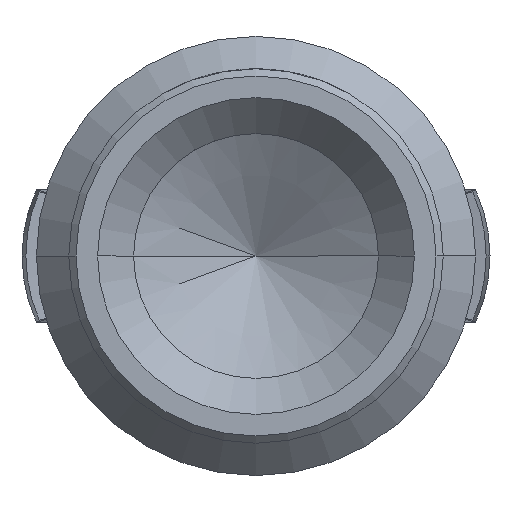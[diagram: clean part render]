
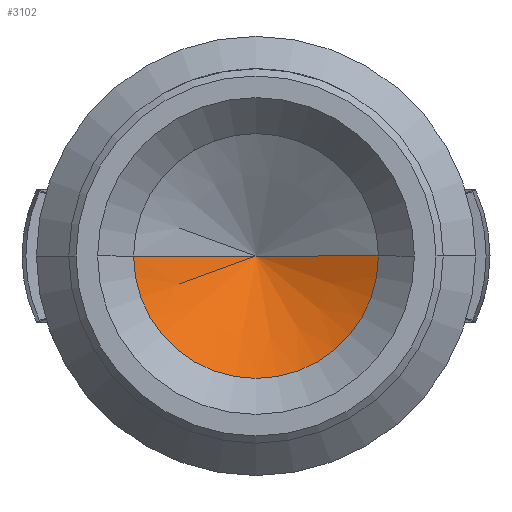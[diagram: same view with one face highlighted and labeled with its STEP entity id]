
A CAD part, front view. The second image highlights one B-rep face of the part: STEP entity #3102.
In plain terms, the highlighted conical face has half-angle 60 degrees and reference radius 0.432 mm.
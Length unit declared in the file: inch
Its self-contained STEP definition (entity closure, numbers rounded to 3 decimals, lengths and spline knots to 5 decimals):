
#23 = CARTESIAN_POINT ( 'NONE',  ( -0.017, 0.15416, 0. ) ) ;
#29 = CIRCLE ( 'NONE', #872, 0.017 ) ;
#295 = CONICAL_SURFACE ( 'NONE', #3284, 0.017, 1.047 ) ;
#518 = ORIENTED_EDGE ( 'NONE', *, *, #3730, .F. ) ;
#702 = DIRECTION ( 'NONE',  ( -0.866, -0.5, 0. ) ) ;
#872 = AXIS2_PLACEMENT_3D ( 'NONE', #2893, #886, #3226 ) ;
#886 = DIRECTION ( 'NONE',  ( 0., 1., 0. ) ) ;
#888 = VECTOR ( 'NONE', #1048, 39.37008 ) ;
#1004 = EDGE_LOOP ( 'NONE', ( #4248, #2599, #518 ) ) ;
#1048 = DIRECTION ( 'NONE',  ( 0.866, -0.5, 0. ) ) ;
#1057 = VERTEX_POINT ( 'NONE', #3817 ) ;
#1123 = VERTEX_POINT ( 'NONE', #2537 ) ;
#1134 = CARTESIAN_POINT ( 'NONE',  ( 0., 0.15416, 0. ) ) ;
#1474 = EDGE_CURVE ( 'NONE', #1123, #1057, #3909, .T. ) ;
#1524 = DIRECTION ( 'NONE',  ( 0., -1., 0. ) ) ;
#2122 = VECTOR ( 'NONE', #702, 39.37008 ) ;
#2409 = CARTESIAN_POINT ( 'NONE',  ( 0.017, 0.15416, 0. ) ) ;
#2537 = CARTESIAN_POINT ( 'NONE',  ( 0., 0.16398, 0. ) ) ;
#2599 = ORIENTED_EDGE ( 'NONE', *, *, #1474, .T. ) ;
#2661 = CARTESIAN_POINT ( 'NONE',  ( 0.017, 0.15416, 0. ) ) ;
#2743 = VERTEX_POINT ( 'NONE', #2661 ) ;
#2893 = CARTESIAN_POINT ( 'NONE',  ( 0., 0.15416, 0. ) ) ;
#2988 = FACE_OUTER_BOUND ( 'NONE', #1004, .T. ) ;
#3102 = ADVANCED_FACE ( 'NONE', ( #2988 ), #295, .F. ) ;
#3226 = DIRECTION ( 'NONE',  ( -1., 0., 0. ) ) ;
#3284 = AXIS2_PLACEMENT_3D ( 'NONE', #1134, #1524, #3988 ) ;
#3358 = EDGE_CURVE ( 'NONE', #1123, #2743, #4347, .T. ) ;
#3730 = EDGE_CURVE ( 'NONE', #2743, #1057, #29, .T. ) ;
#3817 = CARTESIAN_POINT ( 'NONE',  ( -0.017, 0.15416, 0. ) ) ;
#3909 = LINE ( 'NONE', #23, #2122 ) ;
#3988 = DIRECTION ( 'NONE',  ( 1., 0., 0. ) ) ;
#4248 = ORIENTED_EDGE ( 'NONE', *, *, #3358, .F. ) ;
#4347 = LINE ( 'NONE', #2409, #888 ) ;
